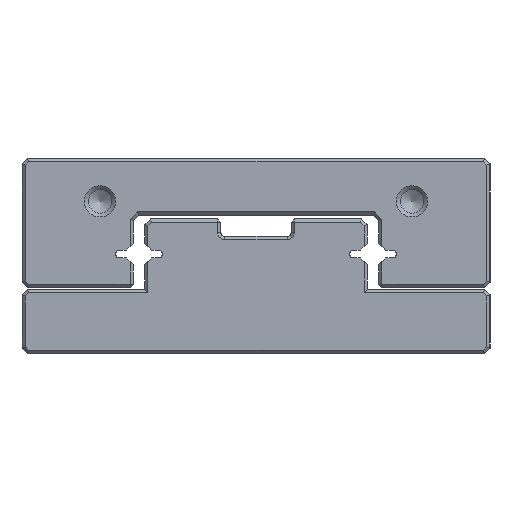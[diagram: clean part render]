
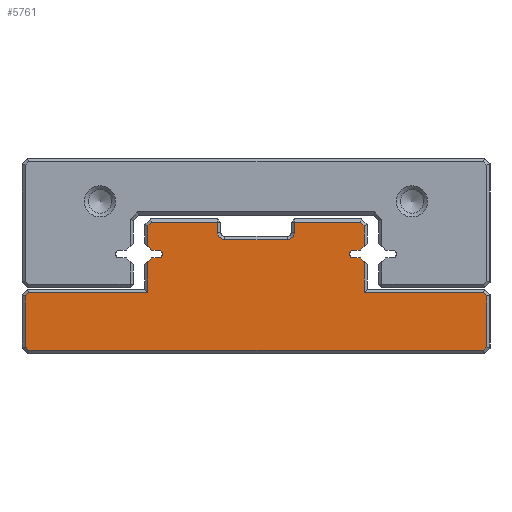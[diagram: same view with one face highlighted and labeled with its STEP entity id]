
A CAD part, left-side view. The second image highlights one B-rep face of the part: STEP entity #5761.
In plain terms, the highlighted planar face has unit normal (-1, 0, 0).
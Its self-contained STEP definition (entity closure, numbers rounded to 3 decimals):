
#5457=CIRCLE('',#25081,0.5);
#5463=CIRCLE('',#25101,0.5);
#5469=CIRCLE('',#25113,0.9);
#5470=CIRCLE('',#25114,0.9);
#5761=ADVANCED_FACE('',(#7847),#6994,.T.);
#6994=PLANE('',#25115);
#7847=FACE_OUTER_BOUND('',#8826,.T.);
#8826=EDGE_LOOP('',(#10583,#10584,#10585,#10586,#10587,#10588,#10589,#10590,
#10591,#10592,#10593,#10594,#10595,#10596,#10597,#10598,#10599,#10600,#10601,
#10602,#10603,#10604,#10605,#10606,#10607,#10608,#10609,#10610,#10611,#10612,
#10613,#10614));
#10583=ORIENTED_EDGE('',*,*,#18054,.F.);
#10584=ORIENTED_EDGE('',*,*,#18100,.T.);
#10585=ORIENTED_EDGE('',*,*,#18101,.T.);
#10586=ORIENTED_EDGE('',*,*,#18102,.T.);
#10587=ORIENTED_EDGE('',*,*,#18103,.T.);
#10588=ORIENTED_EDGE('',*,*,#18104,.T.);
#10589=ORIENTED_EDGE('',*,*,#18105,.T.);
#10590=ORIENTED_EDGE('',*,*,#18106,.T.);
#10591=ORIENTED_EDGE('',*,*,#18107,.T.);
#10592=ORIENTED_EDGE('',*,*,#18108,.T.);
#10593=ORIENTED_EDGE('',*,*,#18109,.T.);
#10594=ORIENTED_EDGE('',*,*,#18110,.T.);
#10595=ORIENTED_EDGE('',*,*,#18018,.F.);
#10596=ORIENTED_EDGE('',*,*,#18012,.F.);
#10597=ORIENTED_EDGE('',*,*,#18009,.F.);
#10598=ORIENTED_EDGE('',*,*,#18006,.F.);
#10599=ORIENTED_EDGE('',*,*,#18004,.F.);
#10600=ORIENTED_EDGE('',*,*,#18111,.T.);
#10601=ORIENTED_EDGE('',*,*,#18112,.T.);
#10602=ORIENTED_EDGE('',*,*,#18113,.T.);
#10603=ORIENTED_EDGE('',*,*,#18114,.T.);
#10604=ORIENTED_EDGE('',*,*,#18115,.T.);
#10605=ORIENTED_EDGE('',*,*,#18116,.T.);
#10606=ORIENTED_EDGE('',*,*,#18117,.T.);
#10607=ORIENTED_EDGE('',*,*,#18118,.T.);
#10608=ORIENTED_EDGE('',*,*,#18119,.T.);
#10609=ORIENTED_EDGE('',*,*,#18120,.T.);
#10610=ORIENTED_EDGE('',*,*,#18121,.T.);
#10611=ORIENTED_EDGE('',*,*,#18068,.F.);
#10612=ORIENTED_EDGE('',*,*,#18062,.F.);
#10613=ORIENTED_EDGE('',*,*,#18059,.F.);
#10614=ORIENTED_EDGE('',*,*,#18056,.F.);
#16063=VERTEX_POINT('',#31358);
#16064=VERTEX_POINT('',#31360);
#16065=VERTEX_POINT('',#31364);
#16067=VERTEX_POINT('',#31370);
#16069=VERTEX_POINT('',#31376);
#16074=VERTEX_POINT('',#31388);
#16103=VERTEX_POINT('',#31462);
#16104=VERTEX_POINT('',#31464);
#16105=VERTEX_POINT('',#31468);
#16107=VERTEX_POINT('',#31474);
#16109=VERTEX_POINT('',#31480);
#16114=VERTEX_POINT('',#31492);
#16141=VERTEX_POINT('',#31555);
#16142=VERTEX_POINT('',#31557);
#16143=VERTEX_POINT('',#31559);
#16144=VERTEX_POINT('',#31561);
#16145=VERTEX_POINT('',#31563);
#16146=VERTEX_POINT('',#31565);
#16147=VERTEX_POINT('',#31567);
#16148=VERTEX_POINT('',#31569);
#16149=VERTEX_POINT('',#31571);
#16150=VERTEX_POINT('',#31573);
#16151=VERTEX_POINT('',#31576);
#16152=VERTEX_POINT('',#31578);
#16153=VERTEX_POINT('',#31580);
#16154=VERTEX_POINT('',#31582);
#16155=VERTEX_POINT('',#31584);
#16156=VERTEX_POINT('',#31586);
#16157=VERTEX_POINT('',#31588);
#16158=VERTEX_POINT('',#31590);
#16159=VERTEX_POINT('',#31592);
#16160=VERTEX_POINT('',#31594);
#18004=EDGE_CURVE('',#16063,#16064,#20785,.T.);
#18006=EDGE_CURVE('',#16064,#16065,#20787,.T.);
#18009=EDGE_CURVE('',#16065,#16067,#5457,.T.);
#18012=EDGE_CURVE('',#16067,#16069,#20791,.T.);
#18018=EDGE_CURVE('',#16069,#16074,#20797,.T.);
#18054=EDGE_CURVE('',#16103,#16104,#20829,.T.);
#18056=EDGE_CURVE('',#16104,#16105,#20831,.T.);
#18059=EDGE_CURVE('',#16105,#16107,#5463,.T.);
#18062=EDGE_CURVE('',#16107,#16109,#20835,.T.);
#18068=EDGE_CURVE('',#16109,#16114,#20841,.T.);
#18100=EDGE_CURVE('',#16103,#16141,#20869,.T.);
#18101=EDGE_CURVE('',#16141,#16142,#20870,.T.);
#18102=EDGE_CURVE('',#16142,#16143,#20871,.T.);
#18103=EDGE_CURVE('',#16143,#16144,#20872,.T.);
#18104=EDGE_CURVE('',#16144,#16145,#5469,.T.);
#18105=EDGE_CURVE('',#16145,#16146,#20873,.T.);
#18106=EDGE_CURVE('',#16146,#16147,#5470,.T.);
#18107=EDGE_CURVE('',#16147,#16148,#20874,.T.);
#18108=EDGE_CURVE('',#16148,#16149,#20875,.T.);
#18109=EDGE_CURVE('',#16149,#16150,#20876,.T.);
#18110=EDGE_CURVE('',#16150,#16074,#20877,.T.);
#18111=EDGE_CURVE('',#16063,#16151,#20878,.T.);
#18112=EDGE_CURVE('',#16151,#16152,#20879,.T.);
#18113=EDGE_CURVE('',#16152,#16153,#20880,.T.);
#18114=EDGE_CURVE('',#16153,#16154,#20881,.T.);
#18115=EDGE_CURVE('',#16154,#16155,#20882,.T.);
#18116=EDGE_CURVE('',#16155,#16156,#20883,.T.);
#18117=EDGE_CURVE('',#16156,#16157,#20884,.T.);
#18118=EDGE_CURVE('',#16157,#16158,#20885,.T.);
#18119=EDGE_CURVE('',#16158,#16159,#20886,.T.);
#18120=EDGE_CURVE('',#16159,#16160,#20887,.T.);
#18121=EDGE_CURVE('',#16160,#16114,#20888,.T.);
#20785=LINE('',#31359,#22929);
#20787=LINE('',#31363,#22931);
#20791=LINE('',#31375,#22935);
#20797=LINE('',#31387,#22941);
#20829=LINE('',#31463,#22973);
#20831=LINE('',#31467,#22975);
#20835=LINE('',#31479,#22979);
#20841=LINE('',#31491,#22985);
#20869=LINE('',#31554,#23013);
#20870=LINE('',#31556,#23014);
#20871=LINE('',#31558,#23015);
#20872=LINE('',#31560,#23016);
#20873=LINE('',#31564,#23017);
#20874=LINE('',#31568,#23018);
#20875=LINE('',#31570,#23019);
#20876=LINE('',#31572,#23020);
#20877=LINE('',#31574,#23021);
#20878=LINE('',#31575,#23022);
#20879=LINE('',#31577,#23023);
#20880=LINE('',#31579,#23024);
#20881=LINE('',#31581,#23025);
#20882=LINE('',#31583,#23026);
#20883=LINE('',#31585,#23027);
#20884=LINE('',#31587,#23028);
#20885=LINE('',#31589,#23029);
#20886=LINE('',#31591,#23030);
#20887=LINE('',#31593,#23031);
#20888=LINE('',#31595,#23032);
#22929=VECTOR('',#26486,1.);
#22931=VECTOR('',#26490,1.);
#22935=VECTOR('',#26502,1.);
#22941=VECTOR('',#26510,1.);
#22973=VECTOR('',#26570,1.);
#22975=VECTOR('',#26574,1.);
#22979=VECTOR('',#26586,1.);
#22985=VECTOR('',#26594,1.);
#23013=VECTOR('',#26638,1.);
#23014=VECTOR('',#26639,1.);
#23015=VECTOR('',#26640,1.);
#23016=VECTOR('',#26641,1.);
#23017=VECTOR('',#26644,1.);
#23018=VECTOR('',#26647,1.);
#23019=VECTOR('',#26648,1.);
#23020=VECTOR('',#26649,1.);
#23021=VECTOR('',#26650,1.);
#23022=VECTOR('',#26651,1.);
#23023=VECTOR('',#26652,1.);
#23024=VECTOR('',#26653,1.);
#23025=VECTOR('',#26654,1.);
#23026=VECTOR('',#26655,1.);
#23027=VECTOR('',#26656,1.);
#23028=VECTOR('',#26657,1.);
#23029=VECTOR('',#26658,1.);
#23030=VECTOR('',#26659,1.);
#23031=VECTOR('',#26660,1.);
#23032=VECTOR('',#26661,1.);
#25081=AXIS2_PLACEMENT_3D('',#31369,#26495,#26496);
#25101=AXIS2_PLACEMENT_3D('',#31473,#26579,#26580);
#25113=AXIS2_PLACEMENT_3D('',#31562,#26642,#26643);
#25114=AXIS2_PLACEMENT_3D('',#31566,#26645,#26646);
#25115=AXIS2_PLACEMENT_3D('',#31596,#26662,#26663);
#26486=DIRECTION('',(0.,-0.707,0.707));
#26490=DIRECTION('',(0.,-1.,0.));
#26495=DIRECTION('',(-1.,0.,0.));
#26496=DIRECTION('',(0.,1.,0.));
#26502=DIRECTION('',(0.,1.,0.));
#26510=DIRECTION('',(0.,0.707,0.707));
#26570=DIRECTION('',(0.,0.707,-0.707));
#26574=DIRECTION('',(0.,1.,0.));
#26579=DIRECTION('',(-1.,0.,0.));
#26580=DIRECTION('',(0.,1.,0.));
#26586=DIRECTION('',(0.,-1.,0.));
#26594=DIRECTION('',(0.,-0.707,-0.707));
#26638=DIRECTION('',(0.,0.,1.));
#26639=DIRECTION('',(0.,0.707,0.707));
#26640=DIRECTION('',(0.,1.,0.));
#26641=DIRECTION('',(0.,0.,-1.));
#26642=DIRECTION('',(1.,0.,0.));
#26643=DIRECTION('',(0.,0.,1.));
#26644=DIRECTION('',(0.,1.,0.));
#26645=DIRECTION('',(1.,0.,0.));
#26646=DIRECTION('',(0.,0.,1.));
#26647=DIRECTION('',(0.,0.,1.));
#26648=DIRECTION('',(0.,1.,0.));
#26649=DIRECTION('',(0.,0.707,-0.707));
#26650=DIRECTION('',(0.,0.,-1.));
#26651=DIRECTION('',(0.,0.,-1.));
#26652=DIRECTION('',(0.,1.,0.));
#26653=DIRECTION('',(0.,0.707,-0.707));
#26654=DIRECTION('',(0.,0.,-1.));
#26655=DIRECTION('',(0.,-0.707,-0.707));
#26656=DIRECTION('',(0.,-1.,0.));
#26657=DIRECTION('',(0.,-0.707,0.707));
#26658=DIRECTION('',(0.,0.,1.));
#26659=DIRECTION('',(0.,0.707,0.707));
#26660=DIRECTION('',(0.,1.,0.));
#26661=DIRECTION('',(0.,0.,1.));
#26662=DIRECTION('',(-1.,0.,0.));
#26663=DIRECTION('',(0.,0.,-1.));
#31358=CARTESIAN_POINT('',(80.,43.85,11.779));
#31359=CARTESIAN_POINT('',(80.,44.25,11.379));
#31360=CARTESIAN_POINT('',(80.,43.379,12.25));
#31363=CARTESIAN_POINT('',(80.,43.379,12.25));
#31364=CARTESIAN_POINT('',(80.,42.5,12.25));
#31369=CARTESIAN_POINT('',(80.,42.5,12.75));
#31370=CARTESIAN_POINT('',(80.,42.5,13.25));
#31375=CARTESIAN_POINT('',(80.,42.5,13.25));
#31376=CARTESIAN_POINT('',(80.,43.379,13.25));
#31387=CARTESIAN_POINT('',(80.,43.379,13.25));
#31388=CARTESIAN_POINT('',(80.,43.85,13.721));
#31462=CARTESIAN_POINT('',(80.,16.15,13.721));
#31463=CARTESIAN_POINT('',(80.,15.75,14.121));
#31464=CARTESIAN_POINT('',(80.,16.621,13.25));
#31467=CARTESIAN_POINT('',(80.,16.621,13.25));
#31468=CARTESIAN_POINT('',(80.,17.5,13.25));
#31473=CARTESIAN_POINT('',(80.,17.5,12.75));
#31474=CARTESIAN_POINT('',(80.,17.5,12.25));
#31479=CARTESIAN_POINT('',(80.,17.5,12.25));
#31480=CARTESIAN_POINT('',(80.,16.621,12.25));
#31491=CARTESIAN_POINT('',(80.,16.621,12.25));
#31492=CARTESIAN_POINT('',(80.,16.15,11.779));
#31554=CARTESIAN_POINT('',(80.,16.15,16.55));
#31555=CARTESIAN_POINT('',(80.,16.15,16.384));
#31556=CARTESIAN_POINT('',(80.,27.508,27.742));
#31557=CARTESIAN_POINT('',(80.,16.616,16.85));
#31558=CARTESIAN_POINT('',(80.,25.5,16.85));
#31559=CARTESIAN_POINT('',(80.,25.1,16.85));
#31560=CARTESIAN_POINT('',(80.,25.1,15.5));
#31561=CARTESIAN_POINT('',(80.,25.1,15.5));
#31562=CARTESIAN_POINT('',(80.,26.,15.5));
#31563=CARTESIAN_POINT('',(80.,26.,14.6));
#31564=CARTESIAN_POINT('',(80.,34.,14.6));
#31565=CARTESIAN_POINT('',(80.,34.,14.6));
#31566=CARTESIAN_POINT('',(80.,34.,15.5));
#31567=CARTESIAN_POINT('',(80.,34.9,15.5));
#31568=CARTESIAN_POINT('',(80.,34.9,17.25));
#31569=CARTESIAN_POINT('',(80.,34.9,16.85));
#31570=CARTESIAN_POINT('',(80.,43.55,16.85));
#31571=CARTESIAN_POINT('',(80.,43.384,16.85));
#31572=CARTESIAN_POINT('',(80.,44.992,15.242));
#31573=CARTESIAN_POINT('',(80.,43.85,16.384));
#31574=CARTESIAN_POINT('',(80.,43.85,14.121));
#31575=CARTESIAN_POINT('',(80.,43.85,8.25));
#31576=CARTESIAN_POINT('',(80.,43.85,7.85));
#31577=CARTESIAN_POINT('',(80.,59.3,7.85));
#31578=CARTESIAN_POINT('',(80.,59.134,7.85));
#31579=CARTESIAN_POINT('',(80.,48.367,18.617));
#31580=CARTESIAN_POINT('',(80.,59.6,7.384));
#31581=CARTESIAN_POINT('',(80.,59.6,0.7));
#31582=CARTESIAN_POINT('',(80.,59.6,0.866));
#31583=CARTESIAN_POINT('',(80.,56.992,-1.742));
#31584=CARTESIAN_POINT('',(80.,59.134,0.4));
#31585=CARTESIAN_POINT('',(80.,0.7,0.4));
#31586=CARTESIAN_POINT('',(80.,0.866,0.4));
#31587=CARTESIAN_POINT('',(80.,15.508,-14.242));
#31588=CARTESIAN_POINT('',(80.,0.4,0.866));
#31589=CARTESIAN_POINT('',(80.,0.4,7.55));
#31590=CARTESIAN_POINT('',(80.,0.4,7.384));
#31591=CARTESIAN_POINT('',(80.,24.133,31.117));
#31592=CARTESIAN_POINT('',(80.,0.866,7.85));
#31593=CARTESIAN_POINT('',(80.,15.75,7.85));
#31594=CARTESIAN_POINT('',(80.,16.15,7.85));
#31595=CARTESIAN_POINT('',(80.,16.15,11.379));
#31596=CARTESIAN_POINT('',(80.,42.5,12.75));
